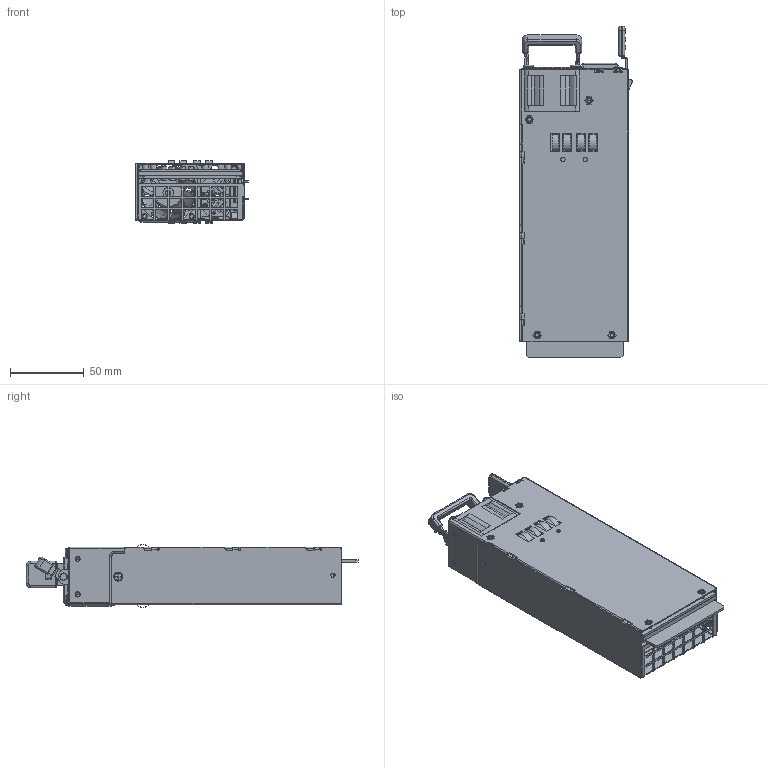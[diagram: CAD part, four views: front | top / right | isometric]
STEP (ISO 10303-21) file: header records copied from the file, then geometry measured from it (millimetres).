
FILE_DESCRIPTION((''),'2;1');
FILE_NAME('U1A-D1XXXX-DRB_AF1_ASM_1_ASM','2021-01-28T',('IPC39'),(''),'PRO/ENGINEER BY PARAMETRIC TECHNOLOGY CORPORATION, 2010480','PRO/ENGINEER BY PARAMETRIC TECHNOLOGY CORPORATION, 2010480','');
FILE_SCHEMA(('AUTOMOTIVE_DESIGN { 1 2 10303 214 0 1 1 1 }'));
Products named in the file (31): MANIFOLD_SOLID_BREP_228765; MANIFOLD_SOLID_BREP_231349; MANIFOLD_SOLID_BREP_231602; MANIFOLD_SOLID_BREP_231855; MANIFOLD_SOLID_BREP_232108; TANPAN-9; LUOZHU; U1A-D1XXXX-DRB-XIAGAI_1_ASM; TANPIAN_HVDC; JIAOTAO_1_1; DCTANPIAN-1_ASM_1_ASM; MAODING-2; LASHOU_1; LASHOUJIAOTAO_AF0_1; LASHOU_ASM_1_ASM; MAODING-1; BV40FENGSHAN-28_1; LUO-01; LEDZUO-A1_1; LEDDENG_1; ZHUBAN; JIADAN-01; TONGQIAO_GOLDENFINGER; GOLDFINGER; PCBZULI_ASM; U1A-D1XXXX-DRB-SHANGGAI_9-1; SHANGGAIZUHE_ASM; JIAOPAN; BVBINGTOULUOSI; HVDC-191121; U1A-D1XXXX-DRB_AF1_ASM_1_ASM
Assembly tree (43 placements, depth 3):
  U1A-D1XXXX-DRB_AF1_ASM_1_ASM
    U1A-D1XXXX-DRB-XIAGAI_1_ASM
      MANIFOLD_SOLID_BREP_228765
      MANIFOLD_SOLID_BREP_231349
      MANIFOLD_SOLID_BREP_231602
      MANIFOLD_SOLID_BREP_231855
      MANIFOLD_SOLID_BREP_232108
      TANPAN-9
      LUOZHU  x4
    DCTANPIAN-1_ASM_1_ASM
      TANPIAN_HVDC
      JIAOTAO_1_1
    MAODING-2  x2
    LASHOU_ASM_1_ASM
      LASHOU_1
      LASHOUJIAOTAO_AF0_1
    MAODING-1  x2
    BV40FENGSHAN-28_1
    LUO-01  x4
    LEDZUO-A1_1
    LEDDENG_1
    PCBZULI_ASM
      ZHUBAN
      JIADAN-01
      TONGQIAO_GOLDENFINGER  x4
      GOLDFINGER
    SHANGGAIZUHE_ASM
      U1A-D1XXXX-DRB-SHANGGAI_9-1
      TANPAN-9
    JIAOPAN
    BVBINGTOULUOSI  x2
    HVDC-191121
Bounding box: 76.1 x 224.95 x 42.55 mm (x, y, z)
Volume: 81520.6 mm3; surface area: 149089.2 mm2
Topology: 38 solids, 47 shells, 3479 faces, 9625 edges, 6241 vertices
Faces by surface type: plane 1878, cylinder 905, bspline 474, torus 109, cone 100, extrusion 7, sphere 6
Entity records: 122515 total; most frequent: CARTESIAN_POINT 33583, ORIENTED_EDGE 16091, DIRECTION 14645, EDGE_CURVE 8056, VECTOR 5569, LINE 5562, VERTEX_POINT 5264, AXIS2_PLACEMENT_3D 4538
